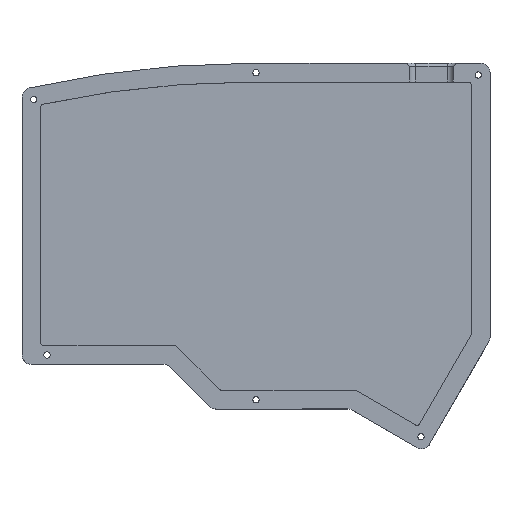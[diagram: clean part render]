
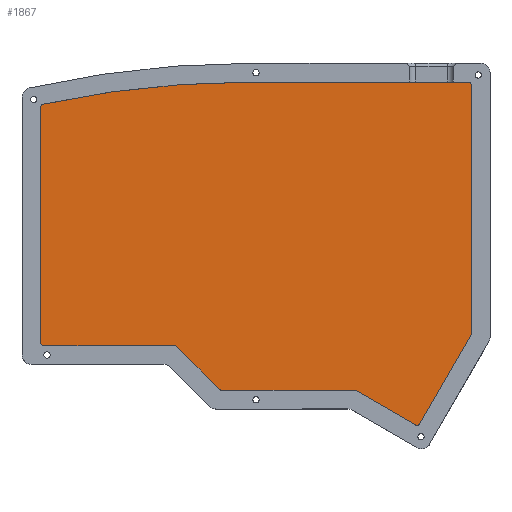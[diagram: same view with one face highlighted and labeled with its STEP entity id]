
A CAD part, top view. The second image highlights one B-rep face of the part: STEP entity #1867.
In plain terms, the highlighted planar face has unit normal (0, 0, 1).
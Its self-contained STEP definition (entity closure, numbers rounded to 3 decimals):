
#138=PLANE('',#2036);
#239=FACE_OUTER_BOUND('',#368,.T.);
#368=EDGE_LOOP('',(#1661,#1662,#1663,#1664,#1665,#1666,#1667,#1668,#1669,
#1670,#1671,#1672,#1673,#1674,#1675,#1676,#1677,#1678));
#516=LINE('',#3356,#675);
#521=LINE('',#3367,#680);
#523=LINE('',#3373,#682);
#524=LINE('',#3375,#683);
#525=LINE('',#3379,#684);
#526=LINE('',#3381,#685);
#527=LINE('',#3385,#686);
#528=LINE('',#3389,#687);
#529=LINE('',#3393,#688);
#675=VECTOR('',#2488,10.);
#680=VECTOR('',#2499,10.);
#682=VECTOR('',#2507,10.);
#683=VECTOR('',#2508,10.);
#684=VECTOR('',#2511,10.);
#685=VECTOR('',#2512,10.);
#686=VECTOR('',#2515,10.);
#687=VECTOR('',#2518,10.);
#688=VECTOR('',#2521,10.);
#759=CIRCLE('',#2029,1.);
#760=CIRCLE('',#2032,1.);
#761=CIRCLE('',#2035,1.);
#762=CIRCLE('',#2037,1.);
#763=CIRCLE('',#2038,1.);
#764=CIRCLE('',#2039,1.);
#765=CIRCLE('',#2040,1.);
#766=CIRCLE('',#2041,315.199);
#767=CIRCLE('',#2042,1.);
#921=VERTEX_POINT('',#3349);
#922=VERTEX_POINT('',#3350);
#923=VERTEX_POINT('',#3355);
#924=VERTEX_POINT('',#3359);
#925=VERTEX_POINT('',#3361);
#926=VERTEX_POINT('',#3365);
#927=VERTEX_POINT('',#3369);
#928=VERTEX_POINT('',#3374);
#929=VERTEX_POINT('',#3376);
#930=VERTEX_POINT('',#3378);
#931=VERTEX_POINT('',#3380);
#932=VERTEX_POINT('',#3382);
#933=VERTEX_POINT('',#3384);
#934=VERTEX_POINT('',#3386);
#935=VERTEX_POINT('',#3388);
#936=VERTEX_POINT('',#3390);
#937=VERTEX_POINT('',#3392);
#938=VERTEX_POINT('',#3394);
#1169=EDGE_CURVE('',#921,#922,#759,.T.);
#1172=EDGE_CURVE('',#921,#923,#516,.T.);
#1175=EDGE_CURVE('',#924,#925,#760,.F.);
#1178=EDGE_CURVE('',#926,#924,#521,.T.);
#1179=EDGE_CURVE('',#926,#927,#761,.T.);
#1181=EDGE_CURVE('',#925,#922,#523,.T.);
#1182=EDGE_CURVE('',#928,#927,#524,.T.);
#1183=EDGE_CURVE('',#929,#928,#762,.F.);
#1184=EDGE_CURVE('',#930,#929,#525,.T.);
#1185=EDGE_CURVE('',#931,#930,#526,.T.);
#1186=EDGE_CURVE('',#931,#932,#763,.T.);
#1187=EDGE_CURVE('',#933,#932,#527,.T.);
#1188=EDGE_CURVE('',#933,#934,#764,.T.);
#1189=EDGE_CURVE('',#935,#934,#528,.T.);
#1190=EDGE_CURVE('',#935,#936,#765,.T.);
#1191=EDGE_CURVE('',#937,#936,#529,.T.);
#1192=EDGE_CURVE('',#938,#937,#766,.T.);
#1193=EDGE_CURVE('',#938,#923,#767,.T.);
#1661=ORIENTED_EDGE('',*,*,#1169,.T.);
#1662=ORIENTED_EDGE('',*,*,#1181,.F.);
#1663=ORIENTED_EDGE('',*,*,#1175,.F.);
#1664=ORIENTED_EDGE('',*,*,#1178,.F.);
#1665=ORIENTED_EDGE('',*,*,#1179,.T.);
#1666=ORIENTED_EDGE('',*,*,#1182,.F.);
#1667=ORIENTED_EDGE('',*,*,#1183,.F.);
#1668=ORIENTED_EDGE('',*,*,#1184,.F.);
#1669=ORIENTED_EDGE('',*,*,#1185,.F.);
#1670=ORIENTED_EDGE('',*,*,#1186,.T.);
#1671=ORIENTED_EDGE('',*,*,#1187,.F.);
#1672=ORIENTED_EDGE('',*,*,#1188,.T.);
#1673=ORIENTED_EDGE('',*,*,#1189,.F.);
#1674=ORIENTED_EDGE('',*,*,#1190,.T.);
#1675=ORIENTED_EDGE('',*,*,#1191,.F.);
#1676=ORIENTED_EDGE('',*,*,#1192,.F.);
#1677=ORIENTED_EDGE('',*,*,#1193,.T.);
#1678=ORIENTED_EDGE('',*,*,#1172,.F.);
#1867=ADVANCED_FACE('',(#239),#138,.T.);
#2029=AXIS2_PLACEMENT_3D('',#3351,#2482,#2483);
#2032=AXIS2_PLACEMENT_3D('',#3362,#2493,#2494);
#2035=AXIS2_PLACEMENT_3D('',#3370,#2502,#2503);
#2036=AXIS2_PLACEMENT_3D('',#3372,#2505,#2506);
#2037=AXIS2_PLACEMENT_3D('',#3377,#2509,#2510);
#2038=AXIS2_PLACEMENT_3D('',#3383,#2513,#2514);
#2039=AXIS2_PLACEMENT_3D('',#3387,#2516,#2517);
#2040=AXIS2_PLACEMENT_3D('',#3391,#2519,#2520);
#2041=AXIS2_PLACEMENT_3D('',#3395,#2522,#2523);
#2042=AXIS2_PLACEMENT_3D('',#3396,#2524,#2525);
#2482=DIRECTION('center_axis',(0.,0.,1.));
#2483=DIRECTION('ref_axis',(-0.707,-0.707,0.));
#2488=DIRECTION('',(0.,1.,0.));
#2493=DIRECTION('center_axis',(0.,0.,-1.));
#2494=DIRECTION('ref_axis',(0.383,0.924,0.));
#2499=DIRECTION('',(-0.707,0.707,0.));
#2502=DIRECTION('center_axis',(0.,0.,1.));
#2503=DIRECTION('ref_axis',(-0.382,-0.924,0.));
#2505=DIRECTION('center_axis',(0.,0.,1.));
#2506=DIRECTION('ref_axis',(1.,0.,0.));
#2507=DIRECTION('',(-1.,0.,0.));
#2508=DIRECTION('',(-1.,-0.001,0.));
#2509=DIRECTION('center_axis',(0.,0.,-1.));
#2510=DIRECTION('ref_axis',(0.258,0.966,0.));
#2511=DIRECTION('',(-0.866,0.5,0.));
#2512=DIRECTION('',(-0.866,0.5,0.));
#2513=DIRECTION('center_axis',(0.,0.,1.));
#2514=DIRECTION('ref_axis',(0.259,-0.966,0.));
#2515=DIRECTION('',(-0.5,-0.866,0.));
#2516=DIRECTION('center_axis',(0.,0.,1.));
#2517=DIRECTION('ref_axis',(0.966,-0.259,0.));
#2518=DIRECTION('',(0.,-1.,0.));
#2519=DIRECTION('center_axis',(0.,0.,1.));
#2520=DIRECTION('ref_axis',(0.707,0.707,0.));
#2521=DIRECTION('',(1.,0.,0.));
#2522=DIRECTION('center_axis',(0.,0.,-1.));
#2523=DIRECTION('ref_axis',(0.,1.,0.));
#2524=DIRECTION('center_axis',(0.,0.,1.));
#2525=DIRECTION('ref_axis',(-0.778,0.628,0.));
#3349=CARTESIAN_POINT('',(9.05,48.15,-6.));
#3350=CARTESIAN_POINT('',(10.05,47.15,-6.));
#3351=CARTESIAN_POINT('Origin',(10.05,48.15,-6.));
#3355=CARTESIAN_POINT('',(9.05,123.401,-6.));
#3356=CARTESIAN_POINT('',(9.05,124.208,-6.));
#3359=CARTESIAN_POINT('',(52.484,46.857,-6.));
#3361=CARTESIAN_POINT('',(51.776,47.15,-6.));
#3362=CARTESIAN_POINT('Origin',(51.776,46.15,-6.));
#3365=CARTESIAN_POINT('',(66.209,33.131,-6.));
#3367=CARTESIAN_POINT('',(52.201,47.139,-6.));
#3369=CARTESIAN_POINT('',(66.917,32.838,-6.));
#3370=CARTESIAN_POINT('Origin',(66.916,33.838,-6.));
#3372=CARTESIAN_POINT('Origin',(77.9,76.358,-6.));
#3373=CARTESIAN_POINT('',(19.05,47.15,-6.));
#3374=CARTESIAN_POINT('',(109.417,32.874,-6.));
#3375=CARTESIAN_POINT('',(66.502,32.838,-6.));
#3376=CARTESIAN_POINT('',(109.918,32.74,-6.));
#3377=CARTESIAN_POINT('Origin',(109.418,31.874,-6.));
#3378=CARTESIAN_POINT('',(121.12,26.273,-6.));
#3379=CARTESIAN_POINT('',(121.12,26.273,-6.));
#3380=CARTESIAN_POINT('',(128.914,21.772,-6.));
#3381=CARTESIAN_POINT('',(121.12,26.273,-6.));
#3382=CARTESIAN_POINT('',(130.28,22.138,-6.));
#3383=CARTESIAN_POINT('Origin',(129.414,22.638,-6.));
#3384=CARTESIAN_POINT('',(146.616,50.433,-6.));
#3385=CARTESIAN_POINT('',(146.75,50.665,-6.));
#3386=CARTESIAN_POINT('',(146.75,50.933,-6.));
#3387=CARTESIAN_POINT('Origin',(145.75,50.933,-6.));
#3388=CARTESIAN_POINT('',(146.75,130.444,-6.));
#3389=CARTESIAN_POINT('',(146.75,50.665,-6.));
#3390=CARTESIAN_POINT('',(145.75,131.444,-6.));
#3391=CARTESIAN_POINT('Origin',(145.75,130.444,-6.));
#3392=CARTESIAN_POINT('',(76.2,131.444,-6.));
#3393=CARTESIAN_POINT('',(146.75,131.444,-6.));
#3394=CARTESIAN_POINT('',(9.839,124.379,-6.));
#3395=CARTESIAN_POINT('Origin',(76.2,-183.755,-6.));
#3396=CARTESIAN_POINT('Origin',(10.05,123.401,-6.));
